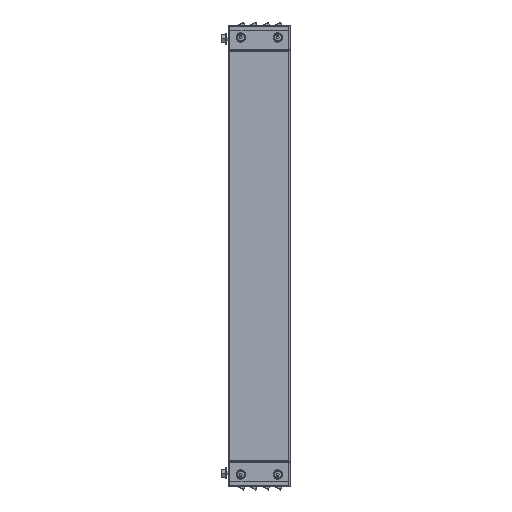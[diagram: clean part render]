
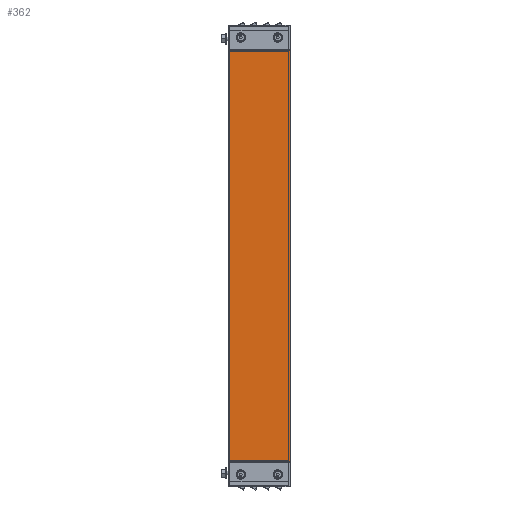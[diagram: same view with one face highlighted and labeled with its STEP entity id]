
A CAD part, left-side view. The second image highlights one B-rep face of the part: STEP entity #362.
In plain terms, the highlighted planar face has unit normal (-1, 0, 0).
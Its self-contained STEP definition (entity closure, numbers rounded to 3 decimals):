
#362 = ADVANCED_FACE ( 'NONE', ( #2797 ), #5973, .T. ) ;
#724 = CARTESIAN_POINT ( 'NONE',  ( 0., 0., 0. ) ) ;
#925 = EDGE_CURVE ( 'NONE', #11228, #8906, #7409, .T. ) ;
#1183 = VERTEX_POINT ( 'NONE', #9170 ) ;
#1240 = VECTOR ( 'NONE', #10105, 1000. ) ;
#1497 = CARTESIAN_POINT ( 'NONE',  ( 0., 0., 734.6 ) ) ;
#1556 = LINE ( 'NONE', #1497, #1240 ) ;
#1795 = CARTESIAN_POINT ( 'NONE',  ( 0., -100., 65.4 ) ) ;
#2424 = DIRECTION ( 'NONE',  ( 0., 0., 1. ) ) ;
#2797 = FACE_OUTER_BOUND ( 'NONE', #8141, .T. ) ;
#3700 = LINE ( 'NONE', #7987, #9837 ) ;
#4576 = EDGE_CURVE ( 'NONE', #8906, #12836, #10202, .T. ) ;
#4634 = DIRECTION ( 'NONE',  ( 0., -1., 0. ) ) ;
#5054 = DIRECTION ( 'NONE',  ( -1., 0., 0. ) ) ;
#5094 = ORIENTED_EDGE ( 'NONE', *, *, #9394, .T. ) ;
#5973 = PLANE ( 'NONE',  #13307 ) ;
#6360 = VECTOR ( 'NONE', #4634, 1000. ) ;
#6824 = ORIENTED_EDGE ( 'NONE', *, *, #9757, .T. ) ;
#7409 = LINE ( 'NONE', #12850, #9135 ) ;
#7619 = DIRECTION ( 'NONE',  ( 0., 0., -1. ) ) ;
#7987 = CARTESIAN_POINT ( 'NONE',  ( 0., -100., 65.4 ) ) ;
#8005 = CARTESIAN_POINT ( 'NONE',  ( 0., 0., 65.4 ) ) ;
#8141 = EDGE_LOOP ( 'NONE', ( #13171, #6824, #5094, #12288 ) ) ;
#8645 = CARTESIAN_POINT ( 'NONE',  ( 0., 0., 65.4 ) ) ;
#8906 = VERTEX_POINT ( 'NONE', #8645 ) ;
#9135 = VECTOR ( 'NONE', #7619, 1000. ) ;
#9170 = CARTESIAN_POINT ( 'NONE',  ( 0., -100., 734.6 ) ) ;
#9391 = CARTESIAN_POINT ( 'NONE',  ( 0., 0., 734.6 ) ) ;
#9394 = EDGE_CURVE ( 'NONE', #1183, #11228, #1556, .T. ) ;
#9757 = EDGE_CURVE ( 'NONE', #12836, #1183, #3700, .T. ) ;
#9837 = VECTOR ( 'NONE', #2424, 1000. ) ;
#10105 = DIRECTION ( 'NONE',  ( 0., 1., 0. ) ) ;
#10202 = LINE ( 'NONE', #8005, #6360 ) ;
#11228 = VERTEX_POINT ( 'NONE', #9391 ) ;
#12288 = ORIENTED_EDGE ( 'NONE', *, *, #925, .T. ) ;
#12381 = DIRECTION ( 'NONE',  ( 0., 0., 1. ) ) ;
#12836 = VERTEX_POINT ( 'NONE', #1795 ) ;
#12850 = CARTESIAN_POINT ( 'NONE',  ( 0., 0., 65.4 ) ) ;
#13171 = ORIENTED_EDGE ( 'NONE', *, *, #4576, .T. ) ;
#13307 = AXIS2_PLACEMENT_3D ( 'NONE', #724, #5054, #12381 ) ;
